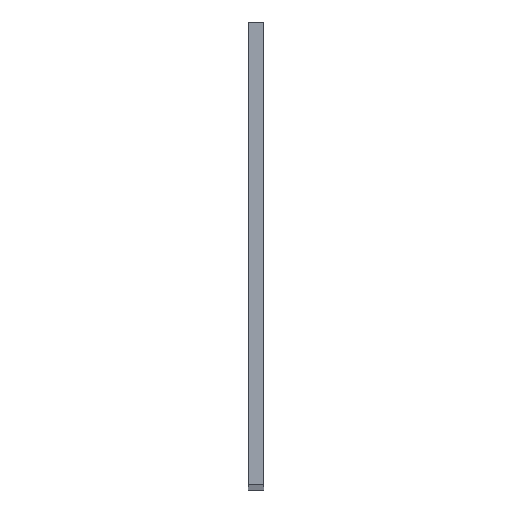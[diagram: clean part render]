
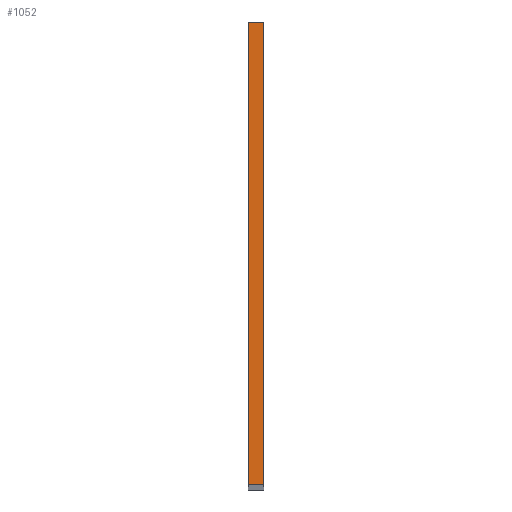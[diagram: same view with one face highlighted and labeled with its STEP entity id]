
A CAD part, top view. The second image highlights one B-rep face of the part: STEP entity #1052.
In plain terms, the highlighted planar face has unit normal (0, 0, 1).
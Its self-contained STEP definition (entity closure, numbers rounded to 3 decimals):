
#21 = EDGE_CURVE ( 'NONE', #177, #373, #818, .T. ) ;
#47 = EDGE_CURVE ( 'NONE', #226, #306, #805, .T. ) ;
#50 = AXIS2_PLACEMENT_3D ( 'NONE', #728, #735, #726 ) ;
#116 = EDGE_CURVE ( 'NONE', #226, #373, #846, .T. ) ;
#131 = EDGE_CURVE ( 'NONE', #306, #177, #875, .T. ) ;
#177 = VERTEX_POINT ( 'NONE', #571 ) ;
#206 = EDGE_LOOP ( 'NONE', ( #327, #282, #328, #350 ) ) ;
#226 = VERTEX_POINT ( 'NONE', #601 ) ;
#282 = ORIENTED_EDGE ( 'NONE', *, *, #21, .F. ) ;
#306 = VERTEX_POINT ( 'NONE', #694 ) ;
#327 = ORIENTED_EDGE ( 'NONE', *, *, #116, .T. ) ;
#328 = ORIENTED_EDGE ( 'NONE', *, *, #131, .F. ) ;
#350 = ORIENTED_EDGE ( 'NONE', *, *, #47, .F. ) ;
#373 = VERTEX_POINT ( 'NONE', #739 ) ;
#516 = CARTESIAN_POINT ( 'NONE',  ( 1.5, 44.21, 163. ) ) ;
#521 = DIRECTION ( 'NONE',  ( 0., 1., 0. ) ) ;
#523 = CARTESIAN_POINT ( 'NONE',  ( 0., 44.21, 163. ) ) ;
#532 = DIRECTION ( 'NONE',  ( 0., 1., 0. ) ) ;
#571 = CARTESIAN_POINT ( 'NONE',  ( 0., 44.21, 163. ) ) ;
#581 = CARTESIAN_POINT ( 'NONE',  ( 1.5, 0., 163. ) ) ;
#584 = DIRECTION ( 'NONE',  ( -1., 0., 0. ) ) ;
#600 = PLANE ( 'NONE',  #50 ) ;
#601 = CARTESIAN_POINT ( 'NONE',  ( 1.5, 0., 163. ) ) ;
#623 = CARTESIAN_POINT ( 'NONE',  ( 0., 44.21, 163. ) ) ;
#694 = CARTESIAN_POINT ( 'NONE',  ( 0., 0., 163. ) ) ;
#726 = DIRECTION ( 'NONE',  ( -1., 0., 0. ) ) ;
#728 = CARTESIAN_POINT ( 'NONE',  ( 1.5, 44.21, 163. ) ) ;
#731 = DIRECTION ( 'NONE',  ( 1., 0., 0. ) ) ;
#735 = DIRECTION ( 'NONE',  ( 0., 0., -1. ) ) ;
#739 = CARTESIAN_POINT ( 'NONE',  ( 1.5, 44.21, 163. ) ) ;
#764 = VECTOR ( 'NONE', #731, 1000. ) ;
#787 = VECTOR ( 'NONE', #584, 1000. ) ;
#805 = LINE ( 'NONE', #581, #787 ) ;
#818 = LINE ( 'NONE', #623, #764 ) ;
#829 = VECTOR ( 'NONE', #532, 1000. ) ;
#846 = LINE ( 'NONE', #516, #918 ) ;
#855 = FACE_OUTER_BOUND ( 'NONE', #206, .T. ) ;
#875 = LINE ( 'NONE', #523, #829 ) ;
#918 = VECTOR ( 'NONE', #521, 1000. ) ;
#1052 = ADVANCED_FACE ( 'NONE', ( #855 ), #600, .F. ) ;
